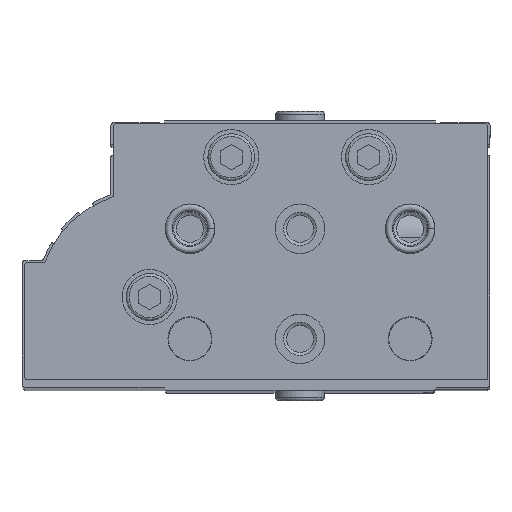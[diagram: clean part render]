
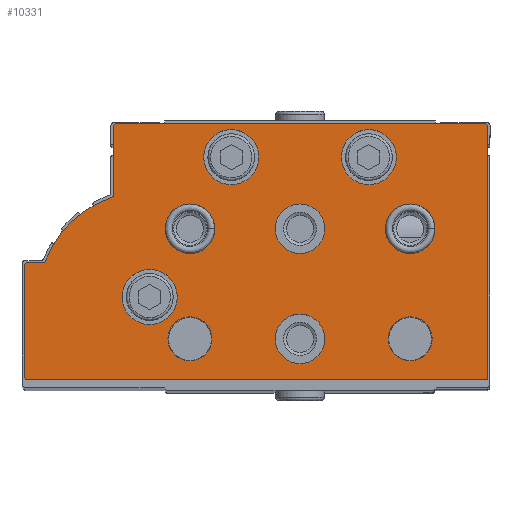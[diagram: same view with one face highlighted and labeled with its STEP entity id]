
A CAD part, top view. The second image highlights one B-rep face of the part: STEP entity #10331.
In plain terms, the highlighted face is planar.
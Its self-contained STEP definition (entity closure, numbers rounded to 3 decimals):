
#1065=LINE('',#17500,#1879);
#1067=LINE('',#17504,#1881);
#1070=LINE('',#17512,#1884);
#1073=LINE('',#17520,#1887);
#1078=LINE('',#17536,#1892);
#1081=LINE('',#17544,#1895);
#1879=VECTOR('',#14201,1000.);
#1881=VECTOR('',#14205,1000.);
#1884=VECTOR('',#14214,1000.);
#1887=VECTOR('',#14223,1000.);
#1892=VECTOR('',#14242,1000.);
#1895=VECTOR('',#14251,1000.);
#4086=ORIENTED_EDGE('',*,*,#5902,.T.);
#4087=ORIENTED_EDGE('',*,*,#5903,.T.);
#4088=ORIENTED_EDGE('',*,*,#5904,.T.);
#4089=ORIENTED_EDGE('',*,*,#5905,.T.);
#4090=ORIENTED_EDGE('',*,*,#5906,.T.);
#4091=ORIENTED_EDGE('',*,*,#5907,.T.);
#4092=ORIENTED_EDGE('',*,*,#5908,.T.);
#4093=ORIENTED_EDGE('',*,*,#5909,.T.);
#4094=ORIENTED_EDGE('',*,*,#5910,.T.);
#4095=ORIENTED_EDGE('',*,*,#5875,.F.);
#4096=ORIENTED_EDGE('',*,*,#5900,.F.);
#4097=ORIENTED_EDGE('',*,*,#5898,.F.);
#4098=ORIENTED_EDGE('',*,*,#5896,.F.);
#4099=ORIENTED_EDGE('',*,*,#5894,.T.);
#4100=ORIENTED_EDGE('',*,*,#5892,.F.);
#4101=ORIENTED_EDGE('',*,*,#5890,.T.);
#4102=ORIENTED_EDGE('',*,*,#5888,.F.);
#4103=ORIENTED_EDGE('',*,*,#5886,.F.);
#4104=ORIENTED_EDGE('',*,*,#5884,.F.);
#4105=ORIENTED_EDGE('',*,*,#5882,.F.);
#4106=ORIENTED_EDGE('',*,*,#5880,.F.);
#4107=ORIENTED_EDGE('',*,*,#5878,.F.);
#5875=EDGE_CURVE('',#6999,#7000,#7596,.T.);
#5878=EDGE_CURVE('',#7000,#7001,#1065,.T.);
#5880=EDGE_CURVE('',#7001,#7002,#1067,.T.);
#5882=EDGE_CURVE('',#7002,#7003,#7597,.T.);
#5884=EDGE_CURVE('',#7003,#7004,#1070,.T.);
#5886=EDGE_CURVE('',#7004,#7005,#7598,.T.);
#5888=EDGE_CURVE('',#7005,#7006,#1073,.T.);
#5890=EDGE_CURVE('',#7007,#7006,#7599,.T.);
#5892=EDGE_CURVE('',#7007,#7008,#7600,.T.);
#5894=EDGE_CURVE('',#7009,#7008,#7601,.T.);
#5896=EDGE_CURVE('',#7009,#7010,#1078,.T.);
#5898=EDGE_CURVE('',#7010,#7011,#7602,.T.);
#5900=EDGE_CURVE('',#7011,#6999,#1081,.T.);
#5902=EDGE_CURVE('',#7012,#7012,#7603,.T.);
#5903=EDGE_CURVE('',#7013,#7013,#7604,.T.);
#5904=EDGE_CURVE('',#7014,#7014,#7605,.T.);
#5905=EDGE_CURVE('',#7015,#7015,#7606,.T.);
#5906=EDGE_CURVE('',#7016,#7016,#7607,.T.);
#5907=EDGE_CURVE('',#7017,#7017,#7608,.T.);
#5908=EDGE_CURVE('',#7018,#7018,#7609,.T.);
#5909=EDGE_CURVE('',#7019,#7019,#7610,.T.);
#5910=EDGE_CURVE('',#7020,#7020,#7611,.T.);
#6999=VERTEX_POINT('',#17495);
#7000=VERTEX_POINT('',#17496);
#7001=VERTEX_POINT('',#17501);
#7002=VERTEX_POINT('',#17505);
#7003=VERTEX_POINT('',#17509);
#7004=VERTEX_POINT('',#17513);
#7005=VERTEX_POINT('',#17517);
#7006=VERTEX_POINT('',#17521);
#7007=VERTEX_POINT('',#17525);
#7008=VERTEX_POINT('',#17529);
#7009=VERTEX_POINT('',#17533);
#7010=VERTEX_POINT('',#17537);
#7011=VERTEX_POINT('',#17541);
#7012=VERTEX_POINT('',#17548);
#7013=VERTEX_POINT('',#17550);
#7014=VERTEX_POINT('',#17552);
#7015=VERTEX_POINT('',#17554);
#7016=VERTEX_POINT('',#17556);
#7017=VERTEX_POINT('',#17558);
#7018=VERTEX_POINT('',#17560);
#7019=VERTEX_POINT('',#17562);
#7020=VERTEX_POINT('',#17564);
#7596=CIRCLE('',#11572,0.5);
#7597=CIRCLE('',#11576,0.5);
#7598=CIRCLE('',#11579,0.5);
#7599=CIRCLE('',#11582,0.5);
#7600=CIRCLE('',#11584,19.5);
#7601=CIRCLE('',#11586,0.5);
#7602=CIRCLE('',#11589,0.5);
#7603=CIRCLE('',#11592,5.);
#7604=CIRCLE('',#11593,5.);
#7605=CIRCLE('',#11594,5.);
#7606=CIRCLE('',#11595,4.5);
#7607=CIRCLE('',#11596,4.5);
#7608=CIRCLE('',#11597,4.5);
#7609=CIRCLE('',#11598,4.5);
#7610=CIRCLE('',#11599,4.);
#7611=CIRCLE('',#11600,4.);
#8338=EDGE_LOOP('',(#4086));
#8339=EDGE_LOOP('',(#4087));
#8340=EDGE_LOOP('',(#4088));
#8341=EDGE_LOOP('',(#4089));
#8342=EDGE_LOOP('',(#4090));
#8343=EDGE_LOOP('',(#4091));
#8344=EDGE_LOOP('',(#4092));
#8345=EDGE_LOOP('',(#4093));
#8346=EDGE_LOOP('',(#4094));
#8347=EDGE_LOOP('',(#4095,#4096,#4097,#4098,#4099,#4100,#4101,#4102,#4103,
#4104,#4105,#4106,#4107));
#9260=FACE_BOUND('',#8338,.T.);
#9261=FACE_BOUND('',#8339,.T.);
#9262=FACE_BOUND('',#8340,.T.);
#9263=FACE_BOUND('',#8341,.T.);
#9264=FACE_BOUND('',#8342,.T.);
#9265=FACE_BOUND('',#8343,.T.);
#9266=FACE_BOUND('',#8344,.T.);
#9267=FACE_BOUND('',#8345,.T.);
#9268=FACE_BOUND('',#8346,.T.);
#9269=FACE_BOUND('',#8347,.T.);
#9809=PLANE('',#11591);
#10331=ADVANCED_FACE('',(#9260,#9261,#9262,#9263,#9264,#9265,#9266,#9267,
#9268,#9269),#9809,.F.);
#11572=AXIS2_PLACEMENT_3D('',#17494,#14195,#14196);
#11576=AXIS2_PLACEMENT_3D('',#17508,#14209,#14210);
#11579=AXIS2_PLACEMENT_3D('',#17516,#14218,#14219);
#11582=AXIS2_PLACEMENT_3D('',#17524,#14227,#14228);
#11584=AXIS2_PLACEMENT_3D('',#17528,#14232,#14233);
#11586=AXIS2_PLACEMENT_3D('',#17532,#14237,#14238);
#11589=AXIS2_PLACEMENT_3D('',#17540,#14246,#14247);
#11591=AXIS2_PLACEMENT_3D('',#17546,#14253,#14254);
#11592=AXIS2_PLACEMENT_3D('',#17547,#14255,#14256);
#11593=AXIS2_PLACEMENT_3D('',#17549,#14257,#14258);
#11594=AXIS2_PLACEMENT_3D('',#17551,#14259,#14260);
#11595=AXIS2_PLACEMENT_3D('',#17553,#14261,#14262);
#11596=AXIS2_PLACEMENT_3D('',#17555,#14263,#14264);
#11597=AXIS2_PLACEMENT_3D('',#17557,#14265,#14266);
#11598=AXIS2_PLACEMENT_3D('',#17559,#14267,#14268);
#11599=AXIS2_PLACEMENT_3D('',#17561,#14269,#14270);
#11600=AXIS2_PLACEMENT_3D('',#17563,#14271,#14272);
#14195=DIRECTION('',(0.,0.,1.));
#14196=DIRECTION('',(1.,0.,0.));
#14201=DIRECTION('',(0.,-1.,0.));
#14205=DIRECTION('',(1.,0.,0.));
#14209=DIRECTION('',(0.,0.,1.));
#14210=DIRECTION('',(1.,0.,0.));
#14214=DIRECTION('',(0.,1.,0.));
#14218=DIRECTION('',(0.,0.,1.));
#14219=DIRECTION('',(1.,0.,0.));
#14223=DIRECTION('',(-1.,0.,0.));
#14227=DIRECTION('',(0.,0.,1.));
#14228=DIRECTION('',(1.,0.,0.));
#14232=DIRECTION('',(0.,0.,1.));
#14233=DIRECTION('',(1.,0.,0.));
#14237=DIRECTION('',(0.,0.,1.));
#14238=DIRECTION('',(1.,0.,0.));
#14242=DIRECTION('',(0.,1.,0.));
#14246=DIRECTION('',(0.,0.,1.));
#14247=DIRECTION('',(1.,0.,0.));
#14251=DIRECTION('',(-1.,0.,0.));
#14253=DIRECTION('',(0.,0.,1.));
#14254=DIRECTION('',(1.,0.,0.));
#14255=DIRECTION('',(0.,0.,1.));
#14256=DIRECTION('',(1.,0.,0.));
#14257=DIRECTION('',(0.,0.,1.));
#14258=DIRECTION('',(1.,0.,0.));
#14259=DIRECTION('',(0.,0.,1.));
#14260=DIRECTION('',(1.,0.,0.));
#14261=DIRECTION('',(0.,0.,1.));
#14262=DIRECTION('',(1.,0.,0.));
#14263=DIRECTION('',(0.,0.,1.));
#14264=DIRECTION('',(1.,0.,0.));
#14265=DIRECTION('',(0.,0.,1.));
#14266=DIRECTION('',(1.,0.,0.));
#14267=DIRECTION('',(0.,0.,1.));
#14268=DIRECTION('',(1.,0.,0.));
#14269=DIRECTION('',(0.,0.,1.));
#14270=DIRECTION('',(1.,0.,0.));
#14271=DIRECTION('',(0.,0.,1.));
#14272=DIRECTION('',(1.,0.,0.));
#17494=CARTESIAN_POINT('',(0.5,46.,0.));
#17495=CARTESIAN_POINT('',(0.5,46.5,0.));
#17496=CARTESIAN_POINT('',(0.,46.,0.));
#17500=CARTESIAN_POINT('',(0.,46.,0.));
#17501=CARTESIAN_POINT('',(0.,0.,0.));
#17504=CARTESIAN_POINT('',(0.,0.,0.));
#17505=CARTESIAN_POINT('',(83.5,0.,0.));
#17508=CARTESIAN_POINT('',(83.5,0.5,0.));
#17509=CARTESIAN_POINT('',(84.,0.5,0.));
#17512=CARTESIAN_POINT('',(84.,0.5,0.));
#17513=CARTESIAN_POINT('',(84.,20.7,0.));
#17516=CARTESIAN_POINT('',(83.5,20.7,0.));
#17517=CARTESIAN_POINT('',(83.5,21.2,0.));
#17520=CARTESIAN_POINT('',(83.5,21.2,0.));
#17521=CARTESIAN_POINT('',(80.697,21.2,0.));
#17524=CARTESIAN_POINT('',(80.697,21.7,0.));
#17525=CARTESIAN_POINT('',(80.23,21.523,0.));
#17528=CARTESIAN_POINT('',(62.,14.6,0.));
#17529=CARTESIAN_POINT('',(68.191,33.091,0.));
#17532=CARTESIAN_POINT('',(68.35,33.565,0.));
#17533=CARTESIAN_POINT('',(67.85,33.565,0.));
#17536=CARTESIAN_POINT('',(67.85,33.565,0.));
#17537=CARTESIAN_POINT('',(67.85,46.,0.));
#17540=CARTESIAN_POINT('',(67.35,46.,0.));
#17541=CARTESIAN_POINT('',(67.35,46.5,0.));
#17544=CARTESIAN_POINT('',(67.35,46.5,0.));
#17546=CARTESIAN_POINT('',(0.5,46.,0.));
#17547=CARTESIAN_POINT('',(61.3,15.,0.));
#17548=CARTESIAN_POINT('',(66.3,15.,0.));
#17549=CARTESIAN_POINT('',(46.5,40.4,0.));
#17550=CARTESIAN_POINT('',(51.5,40.4,0.));
#17551=CARTESIAN_POINT('',(21.5,40.4,0.));
#17552=CARTESIAN_POINT('',(26.5,40.4,0.));
#17553=CARTESIAN_POINT('',(54.,27.4,0.));
#17554=CARTESIAN_POINT('',(58.5,27.4,0.));
#17555=CARTESIAN_POINT('',(34.,27.4,0.));
#17556=CARTESIAN_POINT('',(38.5,27.4,0.));
#17557=CARTESIAN_POINT('',(14.,27.4,0.));
#17558=CARTESIAN_POINT('',(18.5,27.4,0.));
#17559=CARTESIAN_POINT('',(34.,7.4,0.));
#17560=CARTESIAN_POINT('',(38.5,7.4,0.));
#17561=CARTESIAN_POINT('',(54.,7.4,0.));
#17562=CARTESIAN_POINT('',(58.,7.4,0.));
#17563=CARTESIAN_POINT('',(14.,7.4,0.));
#17564=CARTESIAN_POINT('',(18.,7.4,0.));
